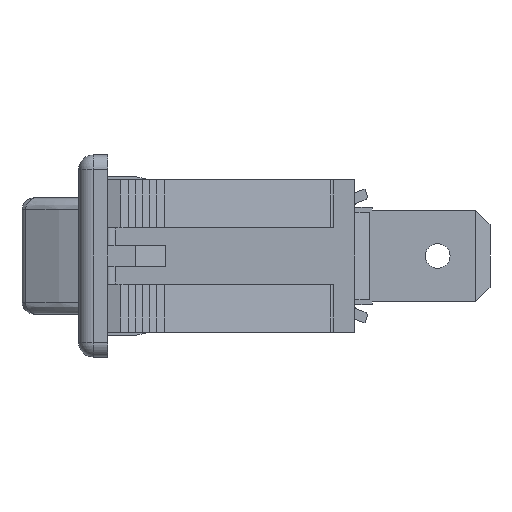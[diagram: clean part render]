
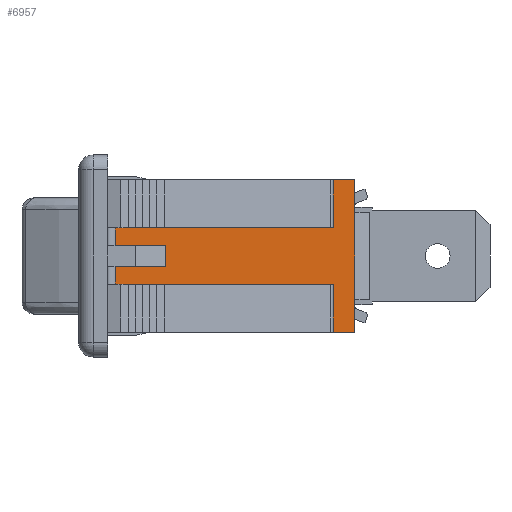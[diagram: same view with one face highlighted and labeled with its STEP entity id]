
A CAD part, left-side view. The second image highlights one B-rep face of the part: STEP entity #6957.
In plain terms, the highlighted planar face has unit normal (-1, 0, 0).
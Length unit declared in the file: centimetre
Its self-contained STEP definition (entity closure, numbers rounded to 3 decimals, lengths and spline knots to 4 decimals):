
#355=FACE_OUTER_BOUND('',#743,.T.);
#743=EDGE_LOOP('',(#5015,#5016,#5017,#5018,#5019,#5020,#5021,#5022,#5023,
#5024,#5025,#5026,#5027,#5028,#5029,#5030));
#1137=LINE('',#9816,#2020);
#1331=LINE('',#10263,#2214);
#1332=LINE('',#10265,#2215);
#1333=LINE('',#10267,#2216);
#1334=LINE('',#10269,#2217);
#1335=LINE('',#10271,#2218);
#1336=LINE('',#10273,#2219);
#1337=LINE('',#10275,#2220);
#1338=LINE('',#10277,#2221);
#1339=LINE('',#10278,#2222);
#1340=LINE('',#10280,#2223);
#1341=LINE('',#10282,#2224);
#1342=LINE('',#10284,#2225);
#1343=LINE('',#10286,#2226);
#1344=LINE('',#10288,#2227);
#1345=LINE('',#10289,#2228);
#2020=VECTOR('',#7930,100.);
#2214=VECTOR('',#8282,100.);
#2215=VECTOR('',#8283,100.);
#2216=VECTOR('',#8284,100.);
#2217=VECTOR('',#8285,100.);
#2218=VECTOR('',#8286,100.);
#2219=VECTOR('',#8287,100.);
#2220=VECTOR('',#8288,100.);
#2221=VECTOR('',#8289,100.);
#2222=VECTOR('',#8290,100.);
#2223=VECTOR('',#8291,100.);
#2224=VECTOR('',#8292,100.);
#2225=VECTOR('',#8293,100.);
#2226=VECTOR('',#8294,100.);
#2227=VECTOR('',#8295,100.);
#2228=VECTOR('',#8296,100.);
#2880=VERTEX_POINT('',#9814);
#2881=VERTEX_POINT('',#9815);
#3038=VERTEX_POINT('',#10261);
#3039=VERTEX_POINT('',#10262);
#3040=VERTEX_POINT('',#10264);
#3041=VERTEX_POINT('',#10266);
#3042=VERTEX_POINT('',#10268);
#3043=VERTEX_POINT('',#10270);
#3044=VERTEX_POINT('',#10272);
#3045=VERTEX_POINT('',#10274);
#3046=VERTEX_POINT('',#10276);
#3047=VERTEX_POINT('',#10279);
#3048=VERTEX_POINT('',#10281);
#3049=VERTEX_POINT('',#10283);
#3050=VERTEX_POINT('',#10285);
#3051=VERTEX_POINT('',#10287);
#3570=EDGE_CURVE('',#2880,#2881,#1137,.T.);
#3785=EDGE_CURVE('',#3038,#3039,#1331,.T.);
#3786=EDGE_CURVE('',#3039,#3040,#1332,.T.);
#3787=EDGE_CURVE('',#3041,#3040,#1333,.T.);
#3788=EDGE_CURVE('',#3041,#3042,#1334,.T.);
#3789=EDGE_CURVE('',#3042,#3043,#1335,.T.);
#3790=EDGE_CURVE('',#3044,#3043,#1336,.T.);
#3791=EDGE_CURVE('',#3045,#3044,#1337,.T.);
#3792=EDGE_CURVE('',#3045,#3046,#1338,.T.);
#3793=EDGE_CURVE('',#3046,#2881,#1339,.T.);
#3794=EDGE_CURVE('',#3047,#2880,#1340,.T.);
#3795=EDGE_CURVE('',#3047,#3048,#1341,.T.);
#3796=EDGE_CURVE('',#3048,#3049,#1342,.T.);
#3797=EDGE_CURVE('',#3050,#3049,#1343,.T.);
#3798=EDGE_CURVE('',#3051,#3050,#1344,.T.);
#3799=EDGE_CURVE('',#3051,#3038,#1345,.T.);
#5015=ORIENTED_EDGE('',*,*,#3785,.T.);
#5016=ORIENTED_EDGE('',*,*,#3786,.T.);
#5017=ORIENTED_EDGE('',*,*,#3787,.F.);
#5018=ORIENTED_EDGE('',*,*,#3788,.T.);
#5019=ORIENTED_EDGE('',*,*,#3789,.T.);
#5020=ORIENTED_EDGE('',*,*,#3790,.F.);
#5021=ORIENTED_EDGE('',*,*,#3791,.F.);
#5022=ORIENTED_EDGE('',*,*,#3792,.T.);
#5023=ORIENTED_EDGE('',*,*,#3793,.T.);
#5024=ORIENTED_EDGE('',*,*,#3570,.F.);
#5025=ORIENTED_EDGE('',*,*,#3794,.F.);
#5026=ORIENTED_EDGE('',*,*,#3795,.T.);
#5027=ORIENTED_EDGE('',*,*,#3796,.T.);
#5028=ORIENTED_EDGE('',*,*,#3797,.F.);
#5029=ORIENTED_EDGE('',*,*,#3798,.F.);
#5030=ORIENTED_EDGE('',*,*,#3799,.T.);
#6637=PLANE('',#7381);
#6957=ADVANCED_FACE('',(#355),#6637,.F.);
#7381=AXIS2_PLACEMENT_3D('',#10260,#8280,#8281);
#7930=DIRECTION('',(0.,0.,-1.));
#8280=DIRECTION('center_axis',(1.,0.,0.));
#8281=DIRECTION('ref_axis',(0.,0.,-1.));
#8282=DIRECTION('',(0.,-1.,0.));
#8283=DIRECTION('',(0.,0.,-1.));
#8284=DIRECTION('',(0.,-1.,0.));
#8285=DIRECTION('',(0.,0.,-1.));
#8286=DIRECTION('',(0.,-1.,0.));
#8287=DIRECTION('',(0.,0.,-1.));
#8288=DIRECTION('',(0.,1.,0.));
#8289=DIRECTION('',(0.,0.,-1.));
#8290=DIRECTION('',(0.,-1.,0.));
#8291=DIRECTION('',(0.,-1.,0.));
#8292=DIRECTION('',(0.,0.,-1.));
#8293=DIRECTION('',(0.,1.,0.));
#8294=DIRECTION('',(0.,0.,-1.));
#8295=DIRECTION('',(0.,-1.,0.));
#8296=DIRECTION('',(0.,0.,-1.));
#9814=CARTESIAN_POINT('',(-1.35,-0.8077,0.525));
#9815=CARTESIAN_POINT('',(-1.35,-0.8077,-0.525));
#9816=CARTESIAN_POINT('',(-1.35,-0.8077,0.525));
#10260=CARTESIAN_POINT('Origin',(-1.35,-33.2199,0.525));
#10261=CARTESIAN_POINT('',(-1.35,0.8423,0.075));
#10262=CARTESIAN_POINT('',(-1.35,0.4923,0.075));
#10263=CARTESIAN_POINT('',(-1.35,0.4923,0.075));
#10264=CARTESIAN_POINT('',(-1.35,0.4923,-0.075));
#10265=CARTESIAN_POINT('',(-1.35,0.4923,0.075));
#10266=CARTESIAN_POINT('',(-1.35,0.8423,-0.075));
#10267=CARTESIAN_POINT('',(-1.35,0.4923,-0.075));
#10268=CARTESIAN_POINT('',(-1.35,0.8423,-0.525));
#10269=CARTESIAN_POINT('',(-1.35,0.8423,0.525));
#10270=CARTESIAN_POINT('',(-1.35,-0.4419,-0.525));
#10271=CARTESIAN_POINT('',(-1.35,-33.2199,-0.525));
#10272=CARTESIAN_POINT('',(-1.35,-0.4419,-0.195));
#10273=CARTESIAN_POINT('',(-1.35,-0.4419,0.525));
#10274=CARTESIAN_POINT('',(-1.35,-0.6577,-0.195));
#10275=CARTESIAN_POINT('',(-1.35,-0.4419,-0.195));
#10276=CARTESIAN_POINT('',(-1.35,-0.6577,-0.525));
#10277=CARTESIAN_POINT('',(-1.35,-0.6577,0.525));
#10278=CARTESIAN_POINT('',(-1.35,-33.2199,-0.525));
#10279=CARTESIAN_POINT('',(-1.35,-0.6577,0.525));
#10280=CARTESIAN_POINT('',(-1.35,-33.2199,0.525));
#10281=CARTESIAN_POINT('',(-1.35,-0.6577,0.195));
#10282=CARTESIAN_POINT('',(-1.35,-0.6577,0.525));
#10283=CARTESIAN_POINT('',(-1.35,-0.4419,0.195));
#10284=CARTESIAN_POINT('',(-1.35,-0.4419,0.195));
#10285=CARTESIAN_POINT('',(-1.35,-0.4419,0.525));
#10286=CARTESIAN_POINT('',(-1.35,-0.4419,0.525));
#10287=CARTESIAN_POINT('',(-1.35,0.8423,0.525));
#10288=CARTESIAN_POINT('',(-1.35,-33.2199,0.525));
#10289=CARTESIAN_POINT('',(-1.35,0.8423,0.525));
